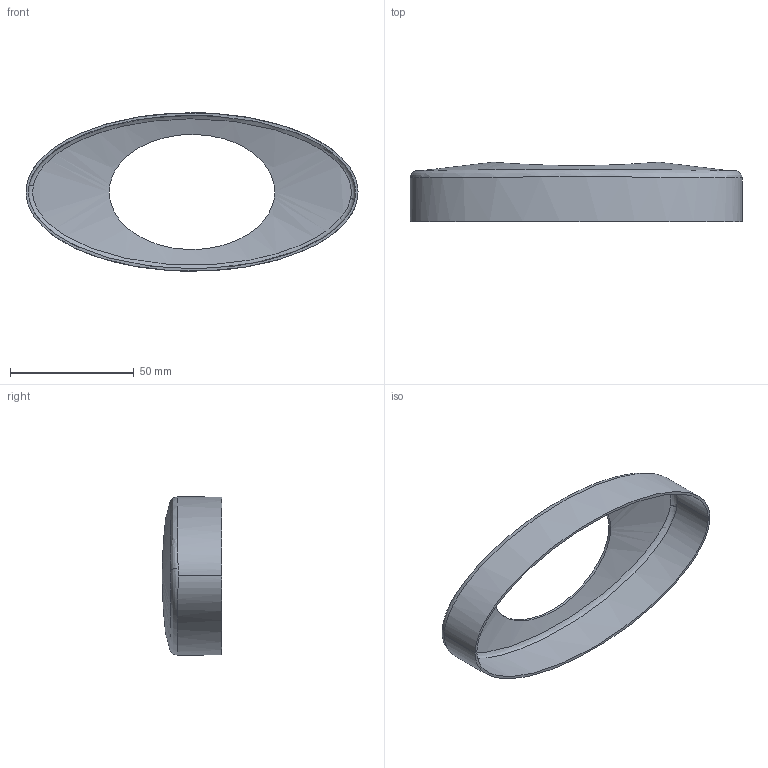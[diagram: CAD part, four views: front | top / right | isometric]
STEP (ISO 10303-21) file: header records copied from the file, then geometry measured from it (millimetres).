
FILE_DESCRIPTION (( 'STEP AP203' ), '1' );
FILE_NAME ('1822007CP.STEP', '2021-07-22T08:36:16', ( '' ), ( '' ), 'SwSTEP 2.0', 'SolidWorks 2020', '' );
FILE_SCHEMA (( 'CONFIG_CONTROL_DESIGN' ));
Length unit declared in the file: millimetre
Products named in the file (1): 1822007CP
Bounding box: 134 x 24 x 63.89 mm (x, y, z)
Volume: 10317.9 mm3; surface area: 21149.2 mm2
Topology: 1 solids, 1 shells, 13 faces, 30 edges, 20 vertices
Faces by surface type: bspline 12, plane 1
Entity records: 2392 total; most frequent: CARTESIAN_POINT 2095, ORIENTED_EDGE 60, EDGE_CURVE 30, VERTEX_POINT 20, B_SPLINE_CURVE_WITH_KNOTS 18, DIRECTION 18, EDGE_LOOP 16, ADVANCED_FACE 13
